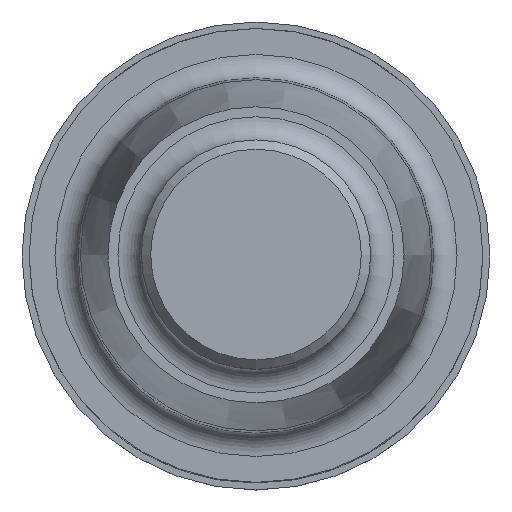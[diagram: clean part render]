
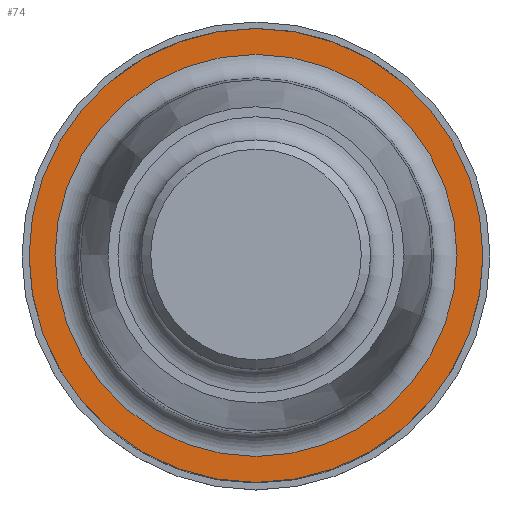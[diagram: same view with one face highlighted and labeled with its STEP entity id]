
A CAD part, top view. The second image highlights one B-rep face of the part: STEP entity #74.
In plain terms, the highlighted planar face has unit normal (0, 0, 1).
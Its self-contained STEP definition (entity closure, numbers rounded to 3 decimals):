
#74=ADVANCED_FACE('',(#114,#115),#101,.F.);
#101=PLANE('',#457);
#114=FACE_BOUND('',#142,.T.);
#115=FACE_BOUND('',#143,.T.);
#142=EDGE_LOOP('',(#184));
#143=EDGE_LOOP('',(#185));
#184=ORIENTED_EDGE('',*,*,#293,.T.);
#185=ORIENTED_EDGE('',*,*,#294,.F.);
#262=VERTEX_POINT('',#640);
#263=VERTEX_POINT('',#642);
#293=EDGE_CURVE('',#262,#262,#332,.T.);
#294=EDGE_CURVE('',#263,#263,#333,.T.);
#332=CIRCLE('',#455,4.85);
#333=CIRCLE('',#456,4.296);
#455=AXIS2_PLACEMENT_3D('',#639,#513,#514);
#456=AXIS2_PLACEMENT_3D('',#641,#515,#516);
#457=AXIS2_PLACEMENT_3D('',#643,#517,#518);
#513=DIRECTION('',(0.,0.,1.));
#514=DIRECTION('',(1.,0.,0.));
#515=DIRECTION('',(0.,0.,1.));
#516=DIRECTION('',(1.,0.,0.));
#517=DIRECTION('',(0.,0.,-1.));
#518=DIRECTION('',(-1.,0.,0.));
#639=CARTESIAN_POINT('',(0.,0.,0.));
#640=CARTESIAN_POINT('',(4.85,0.,0.));
#641=CARTESIAN_POINT('',(0.,0.,0.));
#642=CARTESIAN_POINT('',(4.296,0.,0.));
#643=CARTESIAN_POINT('',(0.,4.85,0.));
